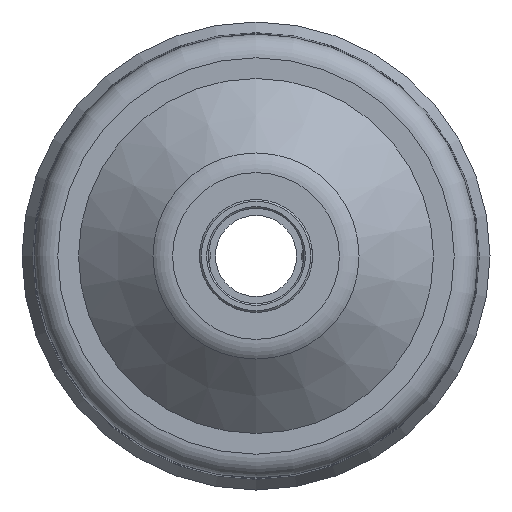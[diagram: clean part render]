
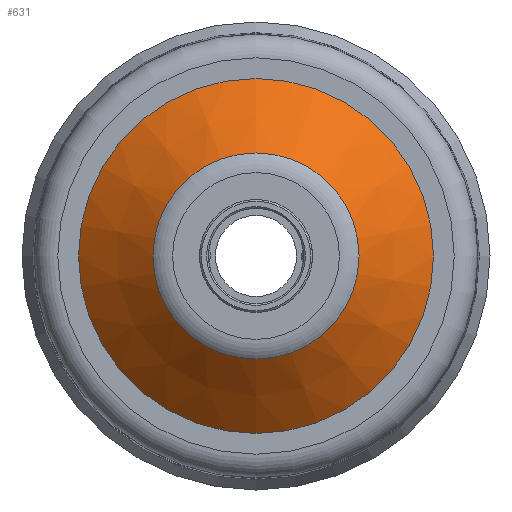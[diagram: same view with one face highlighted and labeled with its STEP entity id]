
A CAD part, left-side view. The second image highlights one B-rep face of the part: STEP entity #631.
In plain terms, the highlighted conical face has half-angle 48.24 degrees and reference radius 30 mm.
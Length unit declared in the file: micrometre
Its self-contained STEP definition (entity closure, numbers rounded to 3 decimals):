
#41=LINE('',#1424,#59);
#59=VECTOR('',#869,30000.);
#76=CONICAL_SURFACE('',#714,30000.,0.842);
#118=CIRCLE('',#709,17422.749);
#119=CIRCLE('',#710,17422.749);
#123=CIRCLE('',#715,30000.);
#124=CIRCLE('',#716,30000.);
#178=FACE_OUTER_BOUND('',#220,.T.);
#220=EDGE_LOOP('',(#474,#475,#476,#477,#478,#479));
#294=VERTEX_POINT('',#1410);
#295=VERTEX_POINT('',#1411);
#298=VERTEX_POINT('',#1420);
#299=VERTEX_POINT('',#1421);
#368=EDGE_CURVE('',#294,#295,#118,.T.);
#369=EDGE_CURVE('',#295,#294,#119,.T.);
#373=EDGE_CURVE('',#298,#299,#123,.T.);
#374=EDGE_CURVE('',#299,#298,#124,.T.);
#375=EDGE_CURVE('',#299,#295,#41,.T.);
#474=ORIENTED_EDGE('',*,*,#373,.F.);
#475=ORIENTED_EDGE('',*,*,#374,.F.);
#476=ORIENTED_EDGE('',*,*,#375,.T.);
#477=ORIENTED_EDGE('',*,*,#369,.T.);
#478=ORIENTED_EDGE('',*,*,#368,.T.);
#479=ORIENTED_EDGE('',*,*,#375,.F.);
#631=ADVANCED_FACE('',(#178),#76,.T.);
#709=AXIS2_PLACEMENT_3D('',#1412,#853,#854);
#710=AXIS2_PLACEMENT_3D('',#1413,#855,#856);
#714=AXIS2_PLACEMENT_3D('',#1419,#863,#864);
#715=AXIS2_PLACEMENT_3D('',#1422,#865,#866);
#716=AXIS2_PLACEMENT_3D('',#1423,#867,#868);
#853=DIRECTION('center_axis',(1.,0.,0.));
#854=DIRECTION('ref_axis',(0.,0.,-1.));
#855=DIRECTION('center_axis',(1.,0.,0.));
#856=DIRECTION('ref_axis',(0.,0.,-1.));
#863=DIRECTION('center_axis',(1.,0.,0.));
#864=DIRECTION('ref_axis',(0.,0.,-1.));
#865=DIRECTION('center_axis',(1.,0.,0.));
#866=DIRECTION('ref_axis',(0.,0.,-1.));
#867=DIRECTION('center_axis',(1.,0.,0.));
#868=DIRECTION('ref_axis',(0.,0.,-1.));
#869=DIRECTION('',(-0.666,0.,-0.746));
#1410=CARTESIAN_POINT('',(-51229.688,0.,-17422.749));
#1411=CARTESIAN_POINT('',(-51229.688,0.,17422.749));
#1412=CARTESIAN_POINT('Origin',(-51229.688,0.,0.));
#1413=CARTESIAN_POINT('Origin',(-51229.688,0.,0.));
#1419=CARTESIAN_POINT('Origin',(-40000.,0.,0.));
#1420=CARTESIAN_POINT('',(-40000.,0.,-30000.));
#1421=CARTESIAN_POINT('',(-40000.,0.,30000.));
#1422=CARTESIAN_POINT('Origin',(-40000.,0.,0.));
#1423=CARTESIAN_POINT('Origin',(-40000.,0.,0.));
#1424=CARTESIAN_POINT('',(-40000.,0.,30000.));
